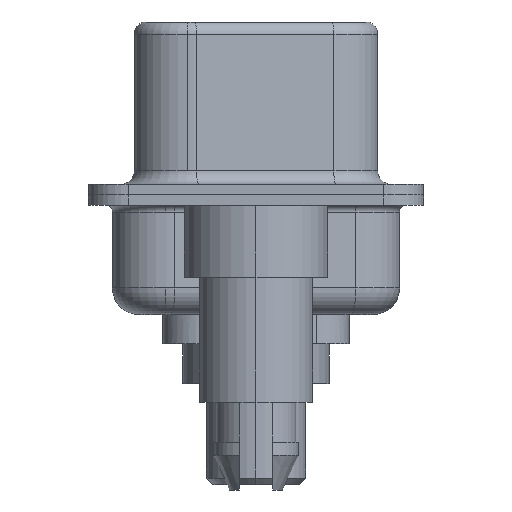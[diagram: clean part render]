
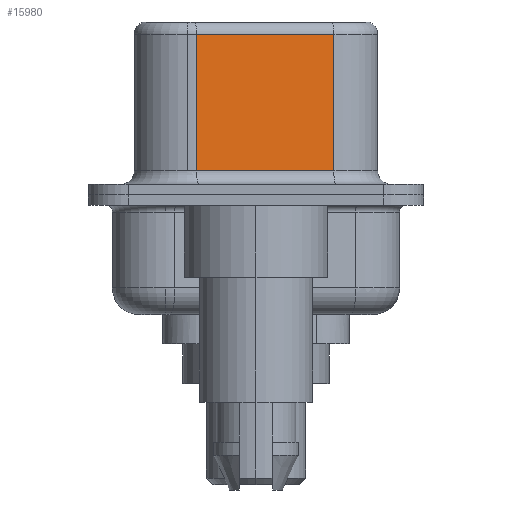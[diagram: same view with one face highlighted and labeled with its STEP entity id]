
A CAD part, left-side view. The second image highlights one B-rep face of the part: STEP entity #15980.
In plain terms, the highlighted planar face has unit normal (-0.985, -0.174, 0).
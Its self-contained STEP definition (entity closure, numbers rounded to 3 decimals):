
#422 = ORIENTED_EDGE ( 'NONE', *, *, #16240, .T. ) ;
#610 = ORIENTED_EDGE ( 'NONE', *, *, #13464, .T. ) ;
#1578 = VERTEX_POINT ( 'NONE', #8947 ) ;
#2345 = VERTEX_POINT ( 'NONE', #8428 ) ;
#2385 = LINE ( 'NONE', #15744, #12135 ) ;
#2686 = DIRECTION ( 'NONE',  ( -0.174, 0.985, 0. ) ) ;
#3399 = EDGE_LOOP ( 'NONE', ( #9182, #422, #10428, #610 ) ) ;
#3734 = CARTESIAN_POINT ( 'NONE',  ( 4.565, -2.927, 6.52 ) ) ;
#6786 = LINE ( 'NONE', #3734, #9795 ) ;
#6818 = DIRECTION ( 'NONE',  ( 0., 0., -1. ) ) ;
#6845 = LINE ( 'NONE', #9464, #12865 ) ;
#8428 = CARTESIAN_POINT ( 'NONE',  ( 3.655, 2.233, 0.9 ) ) ;
#8597 = AXIS2_PLACEMENT_3D ( 'NONE', #15327, #10302, #2686 ) ;
#8947 = CARTESIAN_POINT ( 'NONE',  ( 4.565, -2.927, 0.9 ) ) ;
#9182 = ORIENTED_EDGE ( 'NONE', *, *, #10095, .F. ) ;
#9464 = CARTESIAN_POINT ( 'NONE',  ( 4.565, -2.927, 6.02 ) ) ;
#9795 = VECTOR ( 'NONE', #10065, 1000. ) ;
#10065 = DIRECTION ( 'NONE',  ( 0., 0., -1. ) ) ;
#10095 = EDGE_CURVE ( 'NONE', #11845, #1578, #6786, .T. ) ;
#10302 = DIRECTION ( 'NONE',  ( 0.985, 0.174, 0. ) ) ;
#10428 = ORIENTED_EDGE ( 'NONE', *, *, #12614, .T. ) ;
#10776 = DIRECTION ( 'NONE',  ( -0.174, 0.985, 0. ) ) ;
#11522 = PLANE ( 'NONE',  #8597 ) ;
#11845 = VERTEX_POINT ( 'NONE', #12256 ) ;
#12135 = VECTOR ( 'NONE', #6818, 1000. ) ;
#12256 = CARTESIAN_POINT ( 'NONE',  ( 4.565, -2.927, 6.02 ) ) ;
#12408 = DIRECTION ( 'NONE',  ( 0.174, -0.985, 0. ) ) ;
#12614 = EDGE_CURVE ( 'NONE', #16082, #2345, #2385, .T. ) ;
#12865 = VECTOR ( 'NONE', #10776, 1000. ) ;
#13464 = EDGE_CURVE ( 'NONE', #2345, #1578, #15680, .T. ) ;
#14245 = FACE_OUTER_BOUND ( 'NONE', #3399, .T. ) ;
#14311 = CARTESIAN_POINT ( 'NONE',  ( 3.655, 2.233, 6.02 ) ) ;
#14924 = CARTESIAN_POINT ( 'NONE',  ( 4.565, -2.927, 0.9 ) ) ;
#15269 = VECTOR ( 'NONE', #12408, 1000. ) ;
#15327 = CARTESIAN_POINT ( 'NONE',  ( 4.565, -2.927, 6.52 ) ) ;
#15680 = LINE ( 'NONE', #14924, #15269 ) ;
#15744 = CARTESIAN_POINT ( 'NONE',  ( 3.655, 2.233, 6.52 ) ) ;
#15980 = ADVANCED_FACE ( 'NONE', ( #14245 ), #11522, .F. ) ;
#16082 = VERTEX_POINT ( 'NONE', #14311 ) ;
#16240 = EDGE_CURVE ( 'NONE', #11845, #16082, #6845, .T. ) ;
